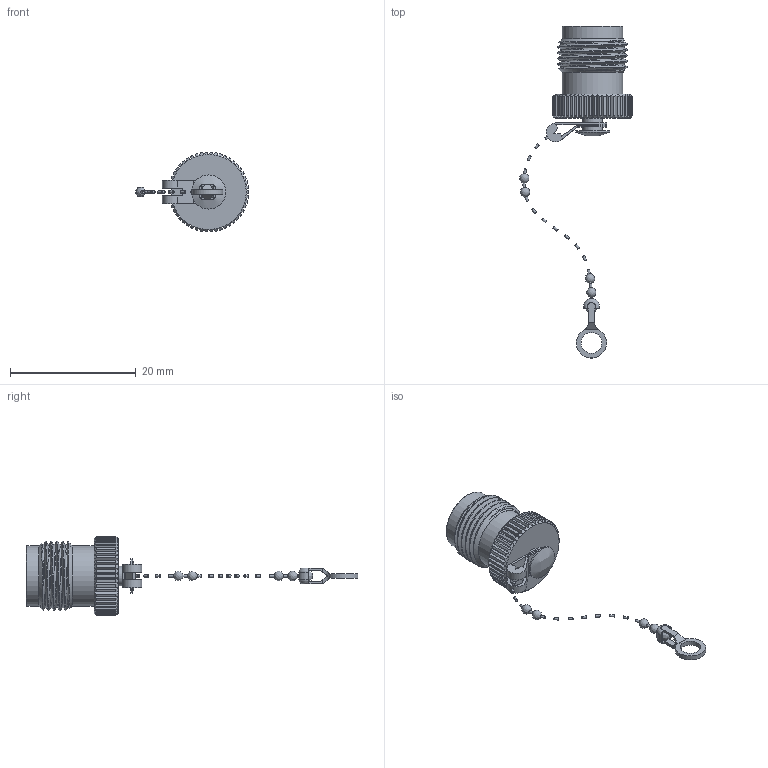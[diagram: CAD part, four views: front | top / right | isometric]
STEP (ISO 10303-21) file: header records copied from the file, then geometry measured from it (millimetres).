
FILE_DESCRIPTION (( 'STEP AP203' ), '1' );
FILE_NAME ('PE6021_3D.step', '2021-08-11T16:54:32', ( '' ), ( '' ), 'SwSTEP 2.0', 'SolidWorks 2021', '' );
FILE_SCHEMA (( 'CONFIG_CONTROL_DESIGN' ));
Length unit declared in the file: inch
Products named in the file (1): PE6021_3D
Bounding box: 18.02 x 52.88 x 12.71 mm (x, y, z)
Volume: 1009.1 mm3; surface area: 1428.2 mm2
Topology: 12 solids, 13 shells, 381 faces, 841 edges, 490 vertices
Faces by surface type: plane 153, cone 107, cylinder 70, bspline 51
Full cylindrical faces by diameter (mm): 0.016 x1, 3.109 x3, 3.302 x1, 5.455 x1, 9.652 x2
Entity records: 13843 total; most frequent: CARTESIAN_POINT 6302, ORIENTED_EDGE 1586, DIRECTION 1425, EDGE_CURVE 793, AXIS2_PLACEMENT_3D 577, VERTEX_POINT 478, EDGE_LOOP 429, FACE_OUTER_BOUND 384
